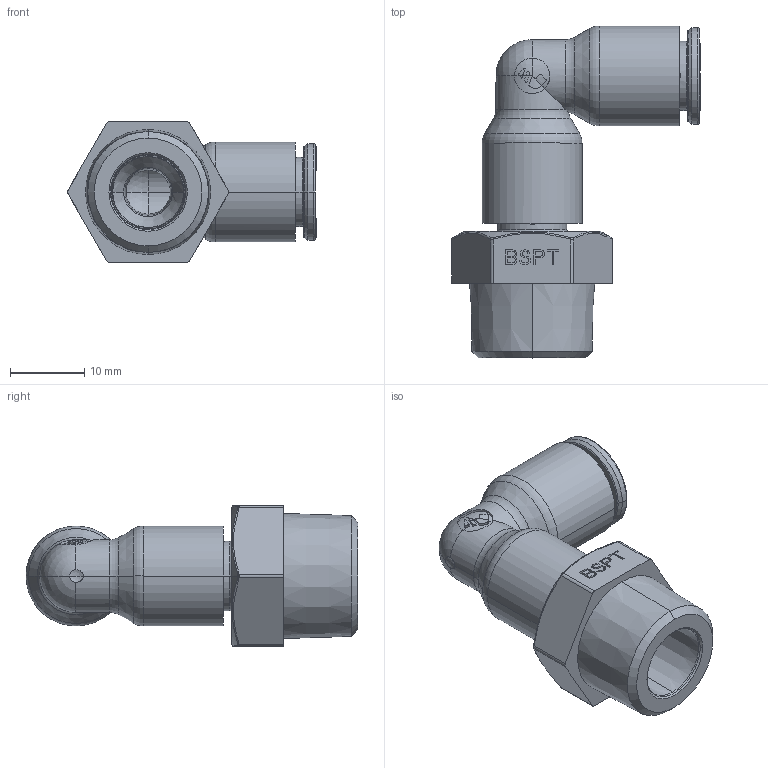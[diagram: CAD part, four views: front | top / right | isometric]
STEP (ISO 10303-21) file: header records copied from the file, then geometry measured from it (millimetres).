
FILE_DESCRIPTION(('STEP AP214'),'1');
FILE_NAME('6879_08_17.stp','2016-07-07T14:48:30',('TraceParts'),('TraceParts S.A.'),'Spatial InterOp 3D',' ',' ');
FILE_SCHEMA(('automotive_design'));
Length unit declared in the file: millimetre
Products named in the file (12): 6879 08 17|44108-19_ASM_2093#44108-19_ASM|44108-30_2089#44108-30;Solide1; 6879 08 17|44108-19_ASM_2093#44108-19_ASM|44108-32_2090#44108-32;Solide1; 6879 08 17|44108-19_ASM_2093#44108-19_ASM|44108_2091#44108;Solide1; 6879 08 17|44108-19_ASM_2093#44108-19_ASM|44108-40_2092#44108-40;Solide1; 6879 08 17|44108-19_ASM_2095#44108-19_ASM|44108-30_2089#44108-30;Solide1; 6879 08 17|44108-19_ASM_2095#44108-19_ASM|44108-32_2090#44108-32;Solide1; 6879 08 17|44108-19_ASM_2095#44108-19_ASM|44108_2091#44108;Solide1; 6879 08 17|44108-19_ASM_2095#44108-19_ASM|44108-40_2092#44108-40;Solide1; 6879 08 17|44518-02_2088#44518-02;Solide1; 6879 08 17|44108-11-10-ASM_2094#44108-11-10-ASM;Solide1; 6879 08 17|44108-11-10-ASM_2096#44108-11-10-ASM;Solide1; 6879 08 17|44518-36_RAINURE_2097#44518-36_RAINURE;Solide1
Bounding box: 33.64 x 44.85 x 19 mm (x, y, z)
Volume: 6068.9 mm3; surface area: 9313.2 mm2
Topology: 12 solids, 12 shells, 1557 faces, 4159 edges, 2687 vertices
Faces by surface type: plane 966, cone 176, cylinder 172, bspline 125, torus 103, sphere 15
Entity records: 67445 total; most frequent: CARTESIAN_POINT 16126, ORIENTED_EDGE 8302, DIRECTION 7614, EDGE_CURVE 4151, LINE 2948, VECTOR 2948, VERTEX_POINT 2687, AXIS2_PLACEMENT_3D 2333
